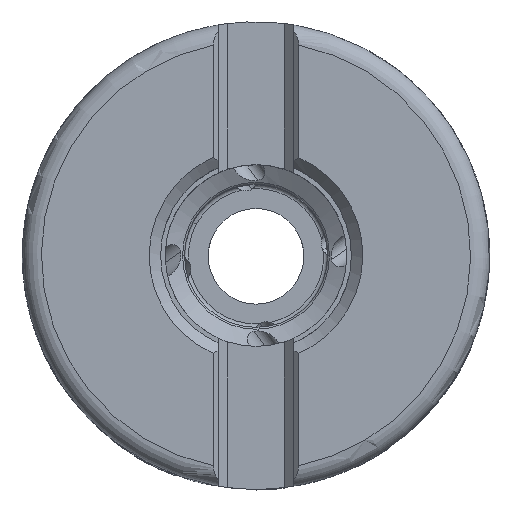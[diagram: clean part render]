
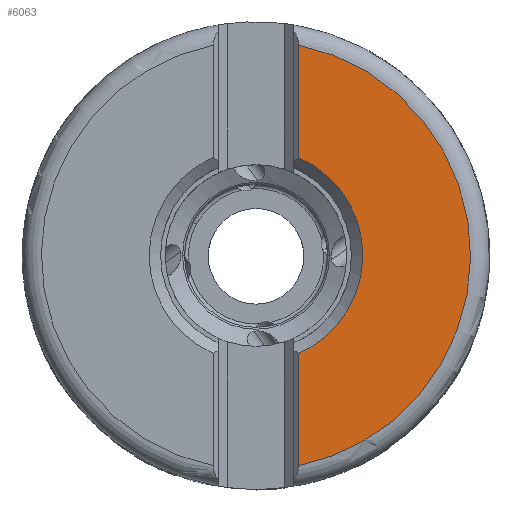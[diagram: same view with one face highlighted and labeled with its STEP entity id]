
A CAD part, top view. The second image highlights one B-rep face of the part: STEP entity #6063.
In plain terms, the highlighted planar face has unit normal (0, 0, 1).
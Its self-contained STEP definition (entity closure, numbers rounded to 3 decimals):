
#1589=PLANE('',#32474);
#2961=LINE('',#70097,#4539);
#2962=LINE('',#70103,#4540);
#4539=VECTOR('',#38455,1.);
#4540=VECTOR('',#38460,1.);
#6063=ADVANCED_FACE('',(#7875),#1589,.T.);
#7875=FACE_OUTER_BOUND('',#9545,.T.);
#9545=EDGE_LOOP('',(#17380,#17381,#17382,#17383,#17384,#17385));
#10876=CIRCLE('',#32469,22.5);
#10877=CIRCLE('',#32470,22.5);
#10878=CIRCLE('',#32472,11.2);
#10879=CIRCLE('',#32473,11.2);
#17380=ORIENTED_EDGE('',*,*,#27126,.F.);
#17381=ORIENTED_EDGE('',*,*,#27125,.F.);
#17382=ORIENTED_EDGE('',*,*,#27127,.F.);
#17383=ORIENTED_EDGE('',*,*,#27128,.F.);
#17384=ORIENTED_EDGE('',*,*,#27129,.F.);
#17385=ORIENTED_EDGE('',*,*,#27130,.F.);
#23021=VERTEX_POINT('',#70047);
#23024=VERTEX_POINT('',#70092);
#23025=VERTEX_POINT('',#70094);
#23026=VERTEX_POINT('',#70098);
#23027=VERTEX_POINT('',#70100);
#23028=VERTEX_POINT('',#70102);
#27125=EDGE_CURVE('',#23024,#23025,#10876,.T.);
#27126=EDGE_CURVE('',#23025,#23021,#10877,.T.);
#27127=EDGE_CURVE('',#23026,#23024,#2961,.T.);
#27128=EDGE_CURVE('',#23027,#23026,#10878,.T.);
#27129=EDGE_CURVE('',#23028,#23027,#10879,.T.);
#27130=EDGE_CURVE('',#23021,#23028,#2962,.T.);
#32469=AXIS2_PLACEMENT_3D('',#70093,#38449,#38450);
#32470=AXIS2_PLACEMENT_3D('',#70095,#38451,#38452);
#32472=AXIS2_PLACEMENT_3D('',#70099,#38456,#38457);
#32473=AXIS2_PLACEMENT_3D('',#70101,#38458,#38459);
#32474=AXIS2_PLACEMENT_3D('',#70104,#38461,#38462);
#38449=DIRECTION('',(0.,0.,-1.));
#38450=DIRECTION('',(0.199,0.98,0.));
#38451=DIRECTION('',(0.,0.,-1.));
#38452=DIRECTION('',(0.643,-0.766,0.));
#38455=DIRECTION('',(0.,1.,0.));
#38456=DIRECTION('',(0.,0.,1.));
#38457=DIRECTION('',(0.643,-0.766,0.));
#38458=DIRECTION('',(0.,0.,1.));
#38459=DIRECTION('',(0.399,-0.917,0.));
#38460=DIRECTION('',(0.,1.,0.));
#38461=DIRECTION('',(0.,0.,1.));
#38462=DIRECTION('',(0.643,-0.766,0.));
#70047=CARTESIAN_POINT('',(4.47,-22.052,0.));
#70092=CARTESIAN_POINT('',(4.47,22.052,0.));
#70093=CARTESIAN_POINT('',(0.,0.,0.));
#70094=CARTESIAN_POINT('',(14.474,-17.226,0.));
#70095=CARTESIAN_POINT('',(0.,0.,0.));
#70097=CARTESIAN_POINT('',(4.47,10.269,0.));
#70098=CARTESIAN_POINT('',(4.47,10.269,0.));
#70099=CARTESIAN_POINT('',(0.,0.,0.));
#70100=CARTESIAN_POINT('',(7.199,-8.58,0.));
#70101=CARTESIAN_POINT('',(0.,0.,0.));
#70102=CARTESIAN_POINT('',(4.47,-10.269,0.));
#70103=CARTESIAN_POINT('',(4.47,-22.052,0.));
#70104=CARTESIAN_POINT('',(7.226,0.528,0.));
